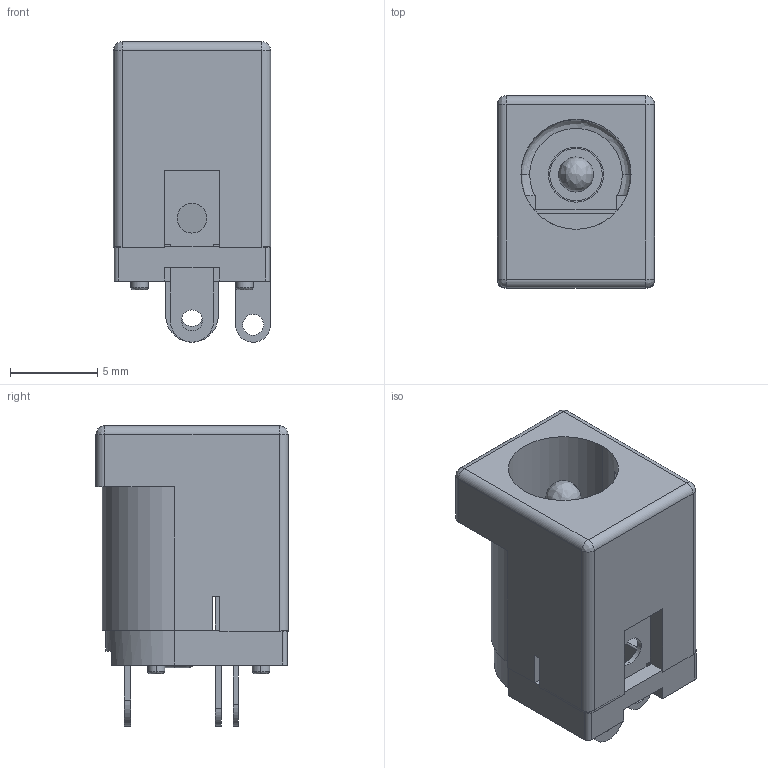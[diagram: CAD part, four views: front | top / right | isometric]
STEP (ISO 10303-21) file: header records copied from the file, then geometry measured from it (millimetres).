
FILE_DESCRIPTION (( 'STEP AP203' ), '1' );
FILE_NAME ('54-00148_revA.STEP', '2018-09-27T23:53:12', ( '' ), ( '' ), 'SwSTEP 2.0', 'SolidWorks 2015', '' );
FILE_SCHEMA (( 'CONFIG_CONTROL_DESIGN' ));
Length unit declared in the file: millimetre
Products named in the file (1): 54-00148_revA
Bounding box: 9 x 11 x 17.2 mm (x, y, z)
Volume: 720.5 mm3; surface area: 1714.2 mm2
Topology: 6 solids, 6 shells, 283 faces, 737 edges, 469 vertices
Faces by surface type: plane 143, cylinder 106, bspline 20, torus 8, cone 6
Entity records: 9101 total; most frequent: CARTESIAN_POINT 2052, ORIENTED_EDGE 1458, DIRECTION 1456, EDGE_CURVE 729, AXIS2_PLACEMENT_3D 497, VERTEX_POINT 469, VECTOR 462, LINE 462
